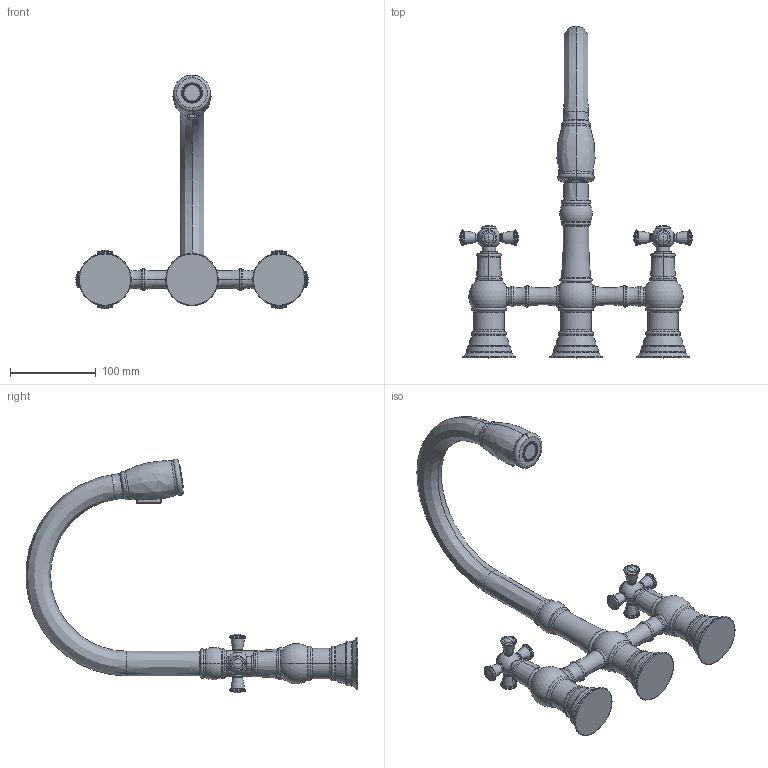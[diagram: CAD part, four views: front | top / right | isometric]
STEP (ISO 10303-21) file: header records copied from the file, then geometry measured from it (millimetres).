
FILE_DESCRIPTION((''),'2;1');
FILE_NAME('2470-5462_SW0001','2022-01-25T14:35:50',('gbazan'),(''),'CREO PARAMETRIC BY PTC INC, 2018400','CREO PARAMETRIC BY PTC INC, 2018400','');
FILE_SCHEMA(('CONFIG_CONTROL_DESIGN'));
Length unit declared in the file: inch
Products named in the file (1): 2470-5462_SW0001
Bounding box: 271.66 x 387.34 x 272.98 mm (x, y, z)
Volume: 961572.4 mm3; surface area: 135827.2 mm2
Topology: 1 solids, 1 shells, 567 faces, 1200 edges, 657 vertices
Faces by surface type: torus 286, cylinder 71, plane 69, cone 50, sphere 48, bspline 43
Entity records: 17440 total; most frequent: CARTESIAN_POINT 5024, DIRECTION 3095, ORIENTED_EDGE 2328, AXIS2_PLACEMENT_3D 1481, EDGE_CURVE 1164, CIRCLE 958, VERTEX_POINT 658, EDGE_LOOP 624
